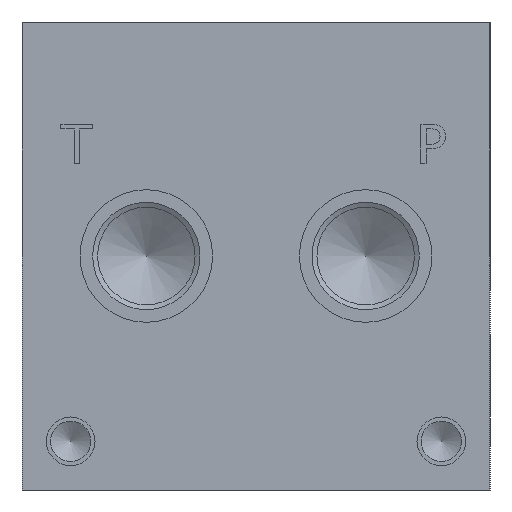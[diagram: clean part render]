
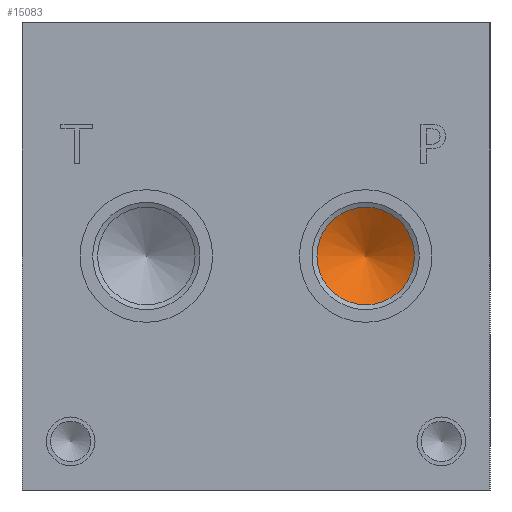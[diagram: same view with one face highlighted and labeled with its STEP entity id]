
A CAD part, left-side view. The second image highlights one B-rep face of the part: STEP entity #15083.
In plain terms, the highlighted conical face has half-angle 60 degrees and reference radius 3.969 mm.
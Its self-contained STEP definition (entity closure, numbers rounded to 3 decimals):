
#163=CONICAL_SURFACE('',#15994,3.969,1.047);
#479=CIRCLE('',#15995,7.938);
#480=CIRCLE('',#15996,7.938);
#1979=FACE_OUTER_BOUND('',#2863,.T.);
#2863=EDGE_LOOP('',(#13113,#13114,#13115,#13116));
#4269=LINE('',#25926,#5626);
#5626=VECTOR('',#19139,3.969);
#7057=VERTEX_POINT('',#25922);
#7058=VERTEX_POINT('',#25923);
#7059=VERTEX_POINT('',#25925);
#9119=EDGE_CURVE('',#7057,#7058,#479,.T.);
#9120=EDGE_CURVE('',#7058,#7059,#4269,.T.);
#9121=EDGE_CURVE('',#7058,#7057,#480,.T.);
#13113=ORIENTED_EDGE('',*,*,#9119,.T.);
#13114=ORIENTED_EDGE('',*,*,#9120,.T.);
#13115=ORIENTED_EDGE('',*,*,#9120,.F.);
#13116=ORIENTED_EDGE('',*,*,#9121,.T.);
#15083=ADVANCED_FACE('',(#1979),#163,.F.);
#15994=AXIS2_PLACEMENT_3D('',#25921,#19135,#19136);
#15995=AXIS2_PLACEMENT_3D('',#25924,#19137,#19138);
#15996=AXIS2_PLACEMENT_3D('',#25927,#19140,#19141);
#19135=DIRECTION('center_axis',(-1.,0.,0.));
#19136=DIRECTION('ref_axis',(0.,1.,0.));
#19137=DIRECTION('center_axis',(-1.,0.,0.));
#19138=DIRECTION('ref_axis',(0.,1.,0.));
#19139=DIRECTION('',(0.5,0.866,0.));
#19140=DIRECTION('center_axis',(-1.,0.,0.));
#19141=DIRECTION('ref_axis',(0.,1.,0.));
#25921=CARTESIAN_POINT('Origin',(34.041,20.244,38.1));
#25922=CARTESIAN_POINT('',(31.75,28.181,38.1));
#25923=CARTESIAN_POINT('',(31.75,12.306,38.1));
#25924=CARTESIAN_POINT('Origin',(31.75,20.244,38.1));
#25925=CARTESIAN_POINT('',(36.333,20.244,38.1));
#25926=CARTESIAN_POINT('',(34.041,16.275,38.1));
#25927=CARTESIAN_POINT('Origin',(31.75,20.244,38.1));
